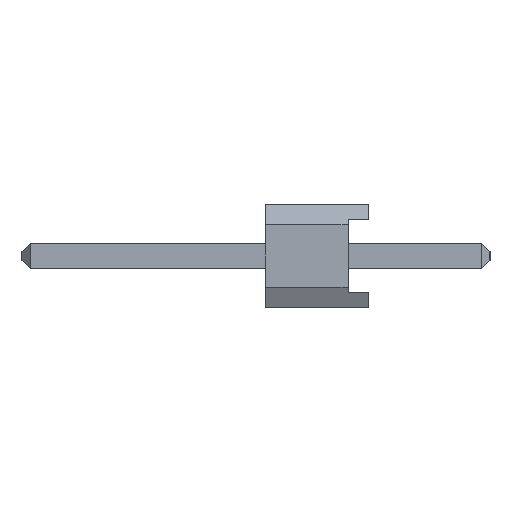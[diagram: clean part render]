
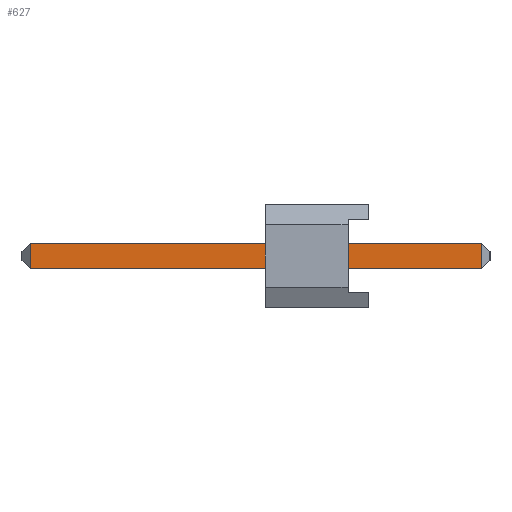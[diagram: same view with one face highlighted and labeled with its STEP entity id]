
A CAD part, left-side view. The second image highlights one B-rep face of the part: STEP entity #627.
In plain terms, the highlighted face is planar.
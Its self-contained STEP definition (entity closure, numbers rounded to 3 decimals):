
#101=FACE_OUTER_BOUND('',#135,.T.);
#135=EDGE_LOOP('',(#539,#540,#541,#542));
#192=LINE('',#1028,#268);
#209=LINE('',#1063,#285);
#210=LINE('',#1065,#286);
#211=LINE('',#1066,#287);
#268=VECTOR('',#841,1000.);
#285=VECTOR('',#870,1000.);
#286=VECTOR('',#871,1000.);
#287=VECTOR('',#872,1000.);
#328=VERTEX_POINT('',#1025);
#329=VERTEX_POINT('',#1027);
#341=VERTEX_POINT('',#1062);
#342=VERTEX_POINT('',#1064);
#392=EDGE_CURVE('',#329,#328,#192,.T.);
#409=EDGE_CURVE('',#329,#341,#209,.T.);
#410=EDGE_CURVE('',#328,#342,#210,.T.);
#411=EDGE_CURVE('',#342,#341,#211,.T.);
#539=ORIENTED_EDGE('',*,*,#409,.F.);
#540=ORIENTED_EDGE('',*,*,#392,.T.);
#541=ORIENTED_EDGE('',*,*,#410,.T.);
#542=ORIENTED_EDGE('',*,*,#411,.T.);
#595=PLANE('',#726);
#627=ADVANCED_FACE('',(#101),#595,.F.);
#726=AXIS2_PLACEMENT_3D('',#1061,#868,#869);
#841=DIRECTION('',(0.,1.,0.));
#868=DIRECTION('center_axis',(-1.,0.,0.));
#869=DIRECTION('ref_axis',(0.,0.,1.));
#870=DIRECTION('',(0.,0.,1.));
#871=DIRECTION('',(0.,0.,1.));
#872=DIRECTION('',(0.,-1.,0.));
#1025=CARTESIAN_POINT('',(0.32,0.32,-5.57));
#1027=CARTESIAN_POINT('',(0.32,-0.32,-5.57));
#1028=CARTESIAN_POINT('',(0.32,-0.32,-5.57));
#1061=CARTESIAN_POINT('Origin',(0.32,-0.32,-5.77));
#1062=CARTESIAN_POINT('',(0.32,-0.32,5.57));
#1063=CARTESIAN_POINT('',(0.32,-0.32,-5.77));
#1064=CARTESIAN_POINT('',(0.32,0.32,5.57));
#1065=CARTESIAN_POINT('',(0.32,0.32,-5.77));
#1066=CARTESIAN_POINT('',(0.32,-0.32,5.57));
